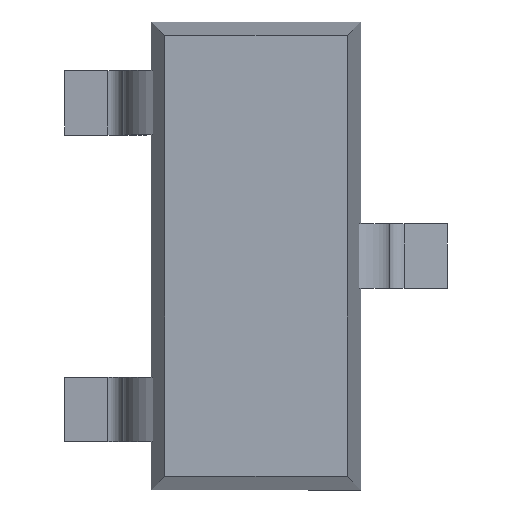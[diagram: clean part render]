
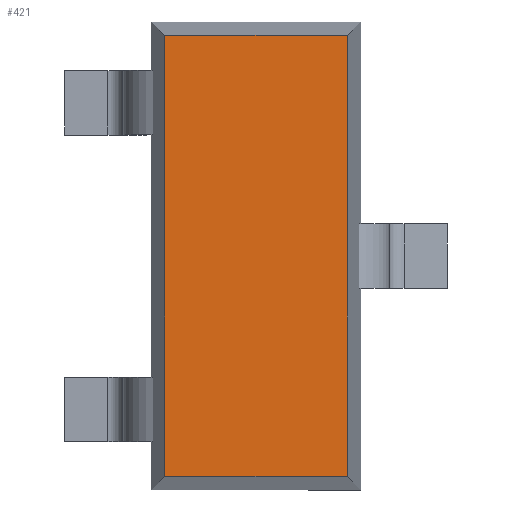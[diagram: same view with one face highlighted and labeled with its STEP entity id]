
A CAD part, top view. The second image highlights one B-rep face of the part: STEP entity #421.
In plain terms, the highlighted planar face has unit normal (0, 0, 1).
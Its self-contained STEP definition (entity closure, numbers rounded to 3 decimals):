
#64 = EDGE_CURVE ( 'NONE', #237, #235, #569, .T. ) ;
#235 = VERTEX_POINT ( 'NONE', #897 ) ;
#237 = VERTEX_POINT ( 'NONE', #896 ) ;
#415 = EDGE_LOOP ( 'NONE', ( #416, #418, #417, #423 ) ) ;
#416 = ORIENTED_EDGE ( 'NONE', *, *, #1462, .F. ) ;
#417 = ORIENTED_EDGE ( 'NONE', *, *, #420, .T. ) ;
#418 = ORIENTED_EDGE ( 'NONE', *, *, #64, .F. ) ;
#420 = EDGE_CURVE ( 'NONE', #237, #1453, #1202, .T. ) ;
#421 = ADVANCED_FACE ( 'NONE', ( #1198 ), #1182, .T. ) ;
#423 = ORIENTED_EDGE ( 'NONE', *, *, #1502, .F. ) ;
#566 = DIRECTION ( 'NONE',  ( 1., 0., 0. ) ) ;
#567 = VECTOR ( 'NONE', #566, 1000. ) ;
#568 = CARTESIAN_POINT ( 'NONE',  ( 0., 1.366, 1.005 ) ) ;
#569 = LINE ( 'NONE', #568, #567 ) ;
#896 = CARTESIAN_POINT ( 'NONE',  ( -0.566, 1.366, 1.005 ) ) ;
#897 = CARTESIAN_POINT ( 'NONE',  ( 0.566, 1.366, 1.005 ) ) ;
#1182 = PLANE ( 'NONE',  #1183 ) ;
#1183 = AXIS2_PLACEMENT_3D ( 'NONE', #1237, #1236, #1235 ) ;
#1198 = FACE_OUTER_BOUND ( 'NONE', #415, .T. ) ;
#1199 = DIRECTION ( 'NONE',  ( 0., -1., 0. ) ) ;
#1200 = VECTOR ( 'NONE', #1199, 1000. ) ;
#1201 = CARTESIAN_POINT ( 'NONE',  ( -0.566, 0., 1.005 ) ) ;
#1202 = LINE ( 'NONE', #1201, #1200 ) ;
#1235 = DIRECTION ( 'NONE',  ( 0., -1., 0. ) ) ;
#1236 = DIRECTION ( 'NONE',  ( 0., 0., 1. ) ) ;
#1237 = CARTESIAN_POINT ( 'NONE',  ( -0.589, 1.421, 1.005 ) ) ;
#1241 = DIRECTION ( 'NONE',  ( 0., -1., 0. ) ) ;
#1242 = VECTOR ( 'NONE', #1241, 1000. ) ;
#1243 = CARTESIAN_POINT ( 'NONE',  ( 0.566, 0., 1.005 ) ) ;
#1244 = LINE ( 'NONE', #1243, #1242 ) ;
#1255 = CARTESIAN_POINT ( 'NONE',  ( 0.566, -1.366, 1.005 ) ) ;
#1258 = CARTESIAN_POINT ( 'NONE',  ( -0.566, -1.366, 1.005 ) ) ;
#1299 = DIRECTION ( 'NONE',  ( -1., 0., 0. ) ) ;
#1300 = VECTOR ( 'NONE', #1299, 1000. ) ;
#1301 = CARTESIAN_POINT ( 'NONE',  ( 0., -1.366, 1.005 ) ) ;
#1302 = LINE ( 'NONE', #1301, #1300 ) ;
#1453 = VERTEX_POINT ( 'NONE', #1258 ) ;
#1457 = VERTEX_POINT ( 'NONE', #1255 ) ;
#1462 = EDGE_CURVE ( 'NONE', #235, #1457, #1244, .T. ) ;
#1502 = EDGE_CURVE ( 'NONE', #1457, #1453, #1302, .T. ) ;
